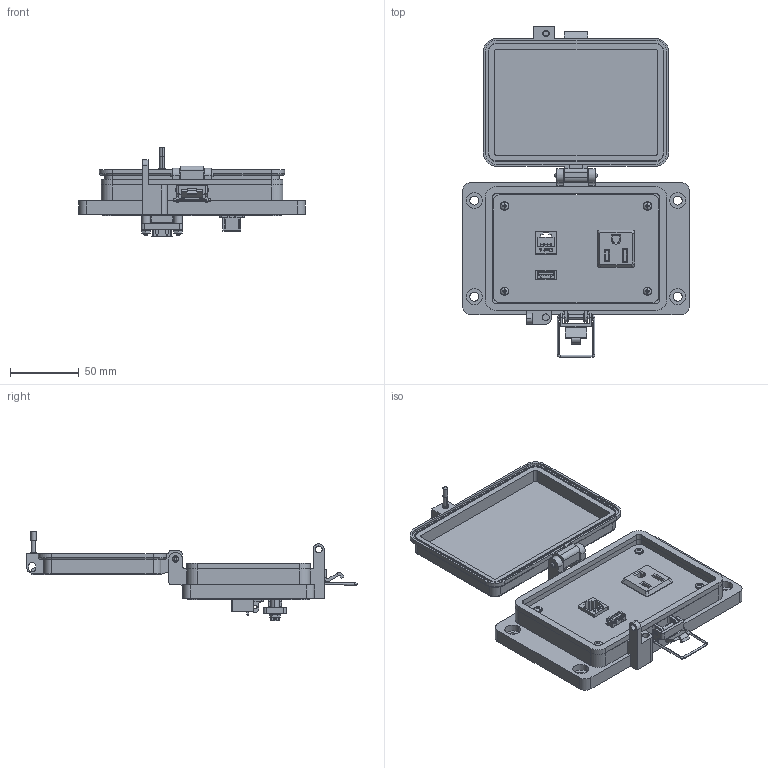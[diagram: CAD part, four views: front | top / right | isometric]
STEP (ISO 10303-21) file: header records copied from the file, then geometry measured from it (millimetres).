
FILE_DESCRIPTION (( 'STEP AP203' ), '1' );
FILE_NAME ('P-P22R62-M3R0_3D.STEP', '2022-11-28T21:21:55', ( '' ), ( '' ), 'SwSTEP 2.0', 'SolidWorks 2021', '' );
FILE_SCHEMA (( 'CONFIG_CONTROL_DESIGN' ));
Length unit declared in the file: millimetre
Products named in the file (18): Z-H-M3_B; R; P-P22R62-M3R0_TP180_1; Z-200-OTLT-R0SQ; Z-300-USB-A-FF; 92005A124_METRIC PAN HEAD PHILLIPS MACHINE SCREW_92005A124; Z-002-4401_4HN_90675A005; Z-000-4243316TFP; Z-000-44011_4FH_90273A117; -M3; R62; P22; Z-300-RJ45CAT6; P-P22R62-M3R0_3D; P-P22R62-M3R0_FP060_1; P-P22R62-M3R0_BP180_1; P-P22R62-M3R0_TP060_1; Z-001-SPR_3_4
Assembly tree (25 placements, depth 3):
  P-P22R62-M3R0_3D
    -M3
      Z-H-M3_B
    P-P22R62-M3R0_BP180_1
    P-P22R62-M3R0_FP060_1
    P-P22R62-M3R0_TP060_1
    P-P22R62-M3R0_TP180_1
    Z-000-4243316TFP  x3
    P22
      Z-300-USB-A-FF
    Z-000-44011_4FH_90273A117  x2
    Z-001-SPR_3_4  x2
    Z-002-4401_4HN_90675A005  x2
    R62
      Z-300-RJ45CAT6
    R
      Z-200-OTLT-R0SQ
    92005A124_METRIC PAN HEAD PHILLIPS MACHINE SCREW_92005A124  x4
Bounding box: 164.96 x 240.59 x 65.4 mm (x, y, z)
Volume: 241073.8 mm3; surface area: 149564.1 mm2
Topology: 30 solids, 30 shells, 2928 faces, 8246 edges, 5433 vertices
Faces by surface type: cylinder 1380, plane 1111, bspline 236, cone 154, sphere 24, torus 23
Entity records: 76476 total; most frequent: CARTESIAN_POINT 26941, ORIENTED_EDGE 10820, DIRECTION 8694, EDGE_CURVE 5410, VERTEX_POINT 3566, VECTOR 3338, LINE 3338, AXIS2_PLACEMENT_3D 2678
